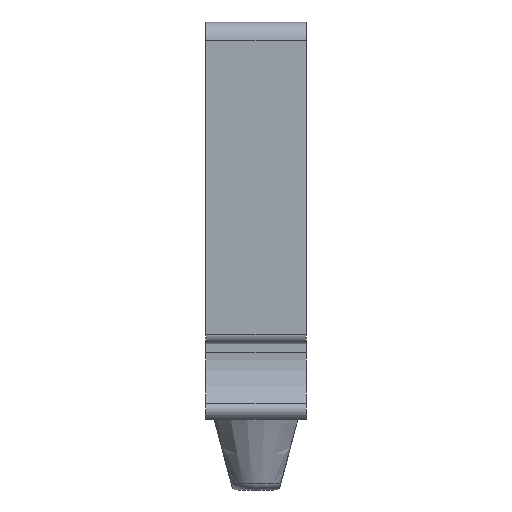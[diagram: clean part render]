
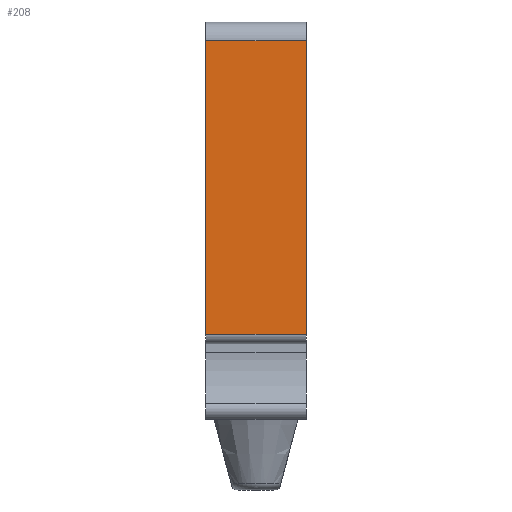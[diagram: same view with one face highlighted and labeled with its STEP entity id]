
A CAD part, left-side view. The second image highlights one B-rep face of the part: STEP entity #208.
In plain terms, the highlighted planar face has unit normal (-1, 0, 0).
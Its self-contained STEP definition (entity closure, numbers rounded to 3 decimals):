
#208 = ADVANCED_FACE( '', ( #418 ), #419, .T. );
#418 = FACE_OUTER_BOUND( '', #625, .T. );
#419 = PLANE( '', #626 );
#625 = EDGE_LOOP( '', ( #1203, #1204, #1205, #1206 ) );
#626 = AXIS2_PLACEMENT_3D( '', #1207, #1208, #1209 );
#1203 = ORIENTED_EDGE( '', *, *, #1471, .F. );
#1204 = ORIENTED_EDGE( '', *, *, #1494, .T. );
#1205 = ORIENTED_EDGE( '', *, *, #1289, .T. );
#1206 = ORIENTED_EDGE( '', *, *, #1408, .T. );
#1207 = CARTESIAN_POINT( '', ( -7.5, -2.65, 0. ) );
#1208 = DIRECTION( '', ( -1., 0., 0. ) );
#1209 = DIRECTION( '', ( 0., 0., 1. ) );
#1289 = EDGE_CURVE( '', #1552, #1553, #1554, .T. );
#1408 = EDGE_CURVE( '', #1553, #1742, #1744, .T. );
#1471 = EDGE_CURVE( '', #1825, #1742, #1827, .T. );
#1494 = EDGE_CURVE( '', #1825, #1552, #1852, .F. );
#1552 = VERTEX_POINT( '', #1922 );
#1553 = VERTEX_POINT( '', #1923 );
#1554 = LINE( '', #1924, #1925 );
#1742 = VERTEX_POINT( '', #2227 );
#1744 = LINE( '', #2229, #2230 );
#1825 = VERTEX_POINT( '', #2375 );
#1827 = LINE( '', #2377, #2378 );
#1852 = LINE( '', #2412, #2413 );
#1922 = CARTESIAN_POINT( '', ( -7.5, -2.65, 0.5 ) );
#1923 = CARTESIAN_POINT( '', ( -7.5, -2.65, 16. ) );
#1924 = CARTESIAN_POINT( '', ( -7.5, -2.65, 0. ) );
#1925 = VECTOR( '', #2463, 1000. );
#2227 = CARTESIAN_POINT( '', ( -7.5, 2.65, 16. ) );
#2229 = CARTESIAN_POINT( '', ( -7.5, -2.65, 16. ) );
#2230 = VECTOR( '', #2590, 1000. );
#2375 = CARTESIAN_POINT( '', ( -7.5, 2.65, 0.5 ) );
#2377 = CARTESIAN_POINT( '', ( -7.5, 2.65, 0. ) );
#2378 = VECTOR( '', #2641, 1000. );
#2412 = CARTESIAN_POINT( '', ( -7.5, -2.65, 0.5 ) );
#2413 = VECTOR( '', #2660, 1000. );
#2463 = DIRECTION( '', ( 0., 0., 1. ) );
#2590 = DIRECTION( '', ( 0., 1., 0. ) );
#2641 = DIRECTION( '', ( 0., 0., 1. ) );
#2660 = DIRECTION( '', ( 0., 1., 0. ) );
